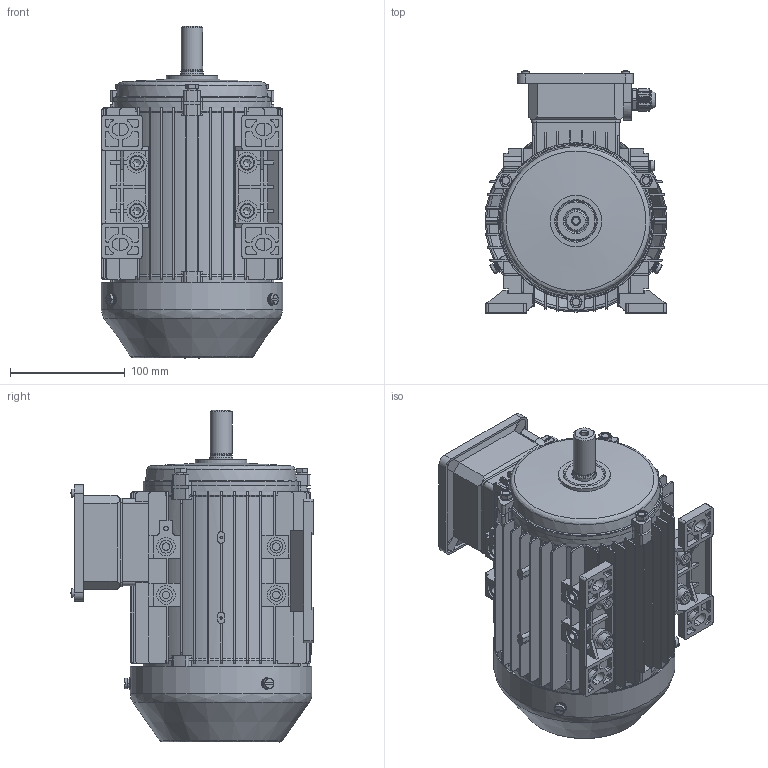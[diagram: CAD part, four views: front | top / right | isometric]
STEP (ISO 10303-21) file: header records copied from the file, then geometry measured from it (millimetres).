
FILE_DESCRIPTION((' '),'2;1');
FILE_NAME( 'JL3-80-B3.stp', '2018-10-10T08:33:50', (' '), ('--- Datakit www.datakit.com---'), ' Datakit CrossCadWare V2018.4 Sep 24 2018', 'DATAKIT 2018 (c)', ' ');
FILE_SCHEMA(('AP242_MANAGED_MODEL_BASED_3D_ENGINEERING_MIM_LF { 1 0 10303 442 1 1 4 }'));
Length unit declared in the file: millimetre
Products named in the file (1): JL3-80-B3
Bounding box: 158 x 210.72 x 288.99 mm (x, y, z)
Volume: 1131610.4 mm3; surface area: 663971.8 mm2
Topology: 48 solids, 48 shells, 2493 faces, 6539 edges, 4269 vertices
Faces by surface type: plane 1276, cylinder 720, cone 190, revolution 168, bspline 135, sphere 4
Full cylindrical faces by diameter (mm): 2 x4, 4 x18, 4.48 x4, 5 x4, 5.3 x4, 5.35 x6, 5.8 x4, 6 x7, 6.6 x12, 7 x16, 8 x5, 9 x4, 9.602 x2, 10 x4, 11 x12, 11.463 x2, 12 x8, 13 x4, 15 x4, 16 x14, 18.4 x1, 18.6 x1, 19 x1, 19.2 x2, 19.4 x2, 20 x6, 26 x1, 35 x4, 40 x3, 45 x2
Entity records: 302904 total; most frequent: CARTESIAN_POINT 240989, ORIENTED_EDGE 12272, DIRECTION 11695, EDGE_CURVE 6136, VERTEX_POINT 4169, AXIS2_PLACEMENT_3D 4143, VECTOR 3241, LINE 3241
